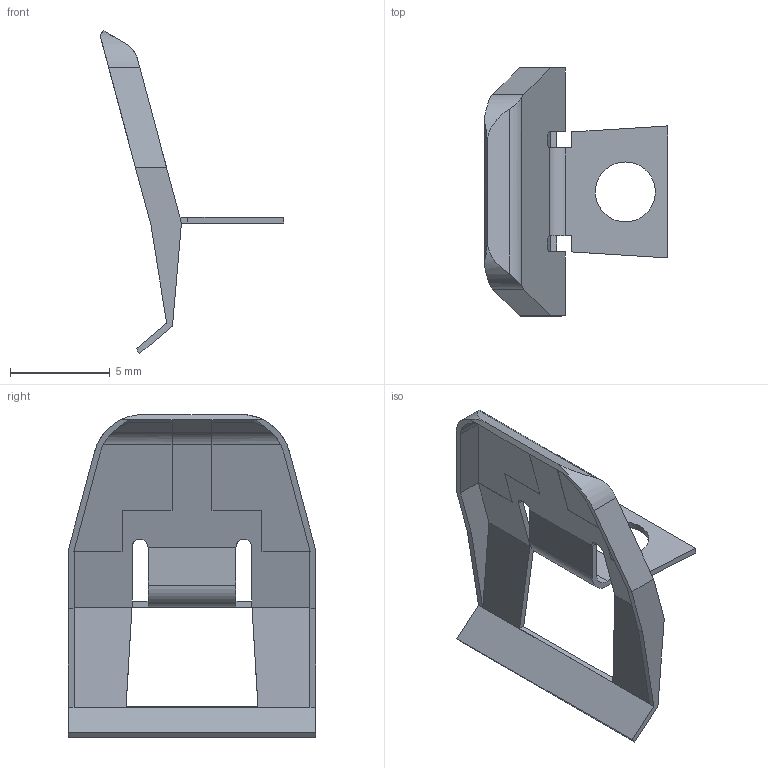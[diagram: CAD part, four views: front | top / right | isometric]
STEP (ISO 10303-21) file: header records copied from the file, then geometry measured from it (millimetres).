
FILE_DESCRIPTION(/* description */ (''),/* implementation_level */ '2;1');
FILE_NAME(/* name */ '100724489ugm000_b.stp',/* time_stamp */ '2018-08-10T05:07:15+02:00',/* author */ (''),/* organization */ (''),/* preprocessor_version */ 'ST-DEVELOPER v16.7',/* originating_system */ 'SIEMENS PLM Software NX 12.0',/* authorisation */ '');
FILE_SCHEMA (('AUTOMOTIVE_DESIGN { 1 0 10303 214 3 1 1 1 }'));
Length unit declared in the file: millimetre
Products named in the file (1): 100724489ugm000_b
Bounding box: 9.18 x 12.4 x 16.14 mm (x, y, z)
Volume: 64.9 mm3; surface area: 478.6 mm2
Topology: 1 solids, 1 shells, 73 faces, 204 edges, 132 vertices
Faces by surface type: plane 60, cylinder 13
Full cylindrical faces by diameter (mm): 3 x1
Entity records: 2357 total; most frequent: CARTESIAN_POINT 428, ORIENTED_EDGE 404, DIRECTION 376, EDGE_CURVE 202, LINE 168, VECTOR 168, VERTEX_POINT 130, AXIS2_PLACEMENT_3D 104
